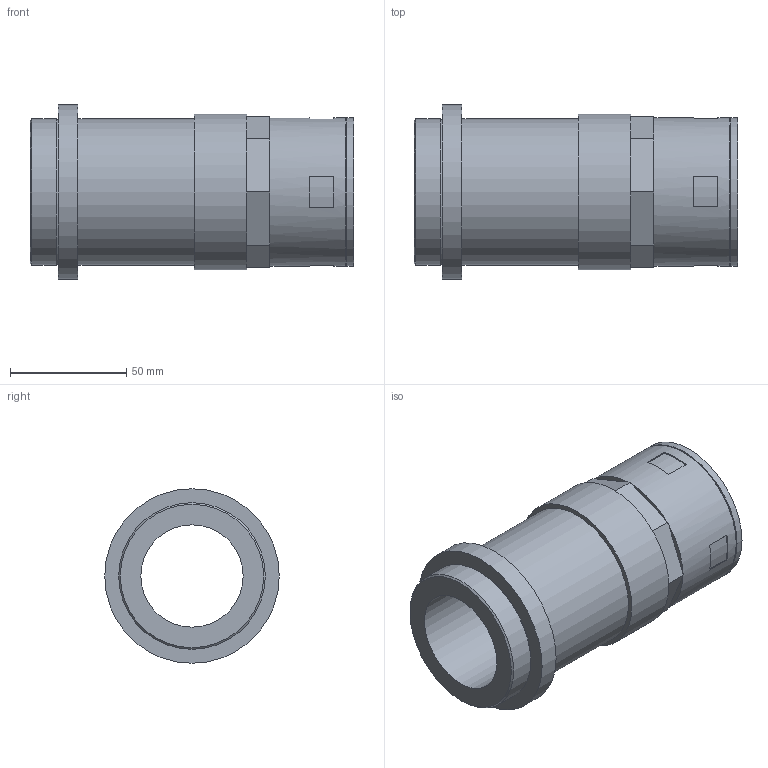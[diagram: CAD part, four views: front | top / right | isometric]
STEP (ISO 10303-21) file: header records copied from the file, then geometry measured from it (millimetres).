
FILE_DESCRIPTION( ( 'STEP AP203' ), '1' );
FILE_NAME( 'FLEXA RQGZ1-M 5109.054.063.stp', '2020-03-25T08:22:19', ( 'License CC BY-ND 4.0' ), ( 'CADENAS' ), ' ', 'PARTsolutions', ' ' );
FILE_SCHEMA( ( 'CONFIG_CONTROL_DESIGN' ) );
Length unit declared in the file: millimetre
Products named in the file (1): _FLEXA RQGZ1-M 5109.054.063
Bounding box: 139 x 75 x 75 mm (x, y, z)
Volume: 221629.5 mm3; surface area: 56109.7 mm2
Topology: 1 solids, 1 shells, 64 faces, 138 edges, 86 vertices
Faces by surface type: plane 49, cylinder 13, cone 2
Full cylindrical faces by diameter (mm): 44 x1, 54.5 x1, 62 x1, 63 x2, 64 x2, 67.02 x1, 75 x1
Entity records: 1690 total; most frequent: DIRECTION 304, CARTESIAN_POINT 271, ORIENTED_EDGE 246, EDGE_CURVE 123, AXIS2_PLACEMENT_3D 116, EDGE_LOOP 88, VERTEX_POINT 83, FACE_OUTER_BOUND 73
